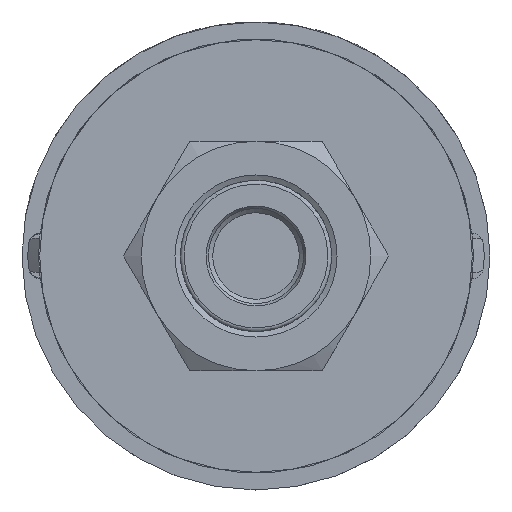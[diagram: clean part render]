
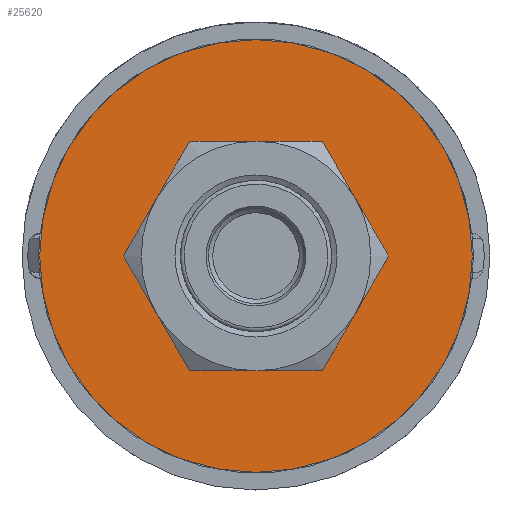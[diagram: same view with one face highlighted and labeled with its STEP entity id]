
A CAD part, front view. The second image highlights one B-rep face of the part: STEP entity #25620.
In plain terms, the highlighted planar face has unit normal (0, -1, 0).
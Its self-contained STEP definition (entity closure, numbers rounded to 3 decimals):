
#25578=CARTESIAN_POINT('',(36.555,86.568,-20.428));
#25579=VERTEX_POINT('',#25578);
#25580=CARTESIAN_POINT('',(36.555,86.568,-26.828));
#25581=DIRECTION('',(0.0,1.0,0.0));
#25582=DIRECTION('',(0.0,0.0,1.0));
#25583=AXIS2_PLACEMENT_3D('',#25580,#25581,#25582);
#25584=CIRCLE('',#25583,6.4);
#25585=EDGE_CURVE('',#25579,#25579,#25584,.T.);
#25601=CARTESIAN_POINT('',(36.555,86.568,-10.915));
#25602=DIRECTION('',(0.0,-1.0,0.0));
#25603=DIRECTION('',(-1.0,0.0,0.0));
#25604=AXIS2_PLACEMENT_3D('',#25601,#25602,#25603);
#25605=PLANE('',#25604);
#25606=CARTESIAN_POINT('',(36.555,86.568,-1.403));
#25607=VERTEX_POINT('',#25606);
#25608=CARTESIAN_POINT('',(36.555,86.568,-26.828));
#25609=DIRECTION('',(0.0,1.0,0.0));
#25610=DIRECTION('',(0.0,0.0,1.0));
#25611=AXIS2_PLACEMENT_3D('',#25608,#25609,#25610);
#25612=CIRCLE('',#25611,25.425);
#25613=EDGE_CURVE('',#25607,#25607,#25612,.T.);
#25614=ORIENTED_EDGE('',*,*,#25613,.F.);
#25615=EDGE_LOOP('',(#25614));
#25616=FACE_OUTER_BOUND('',#25615,.T.);
#25617=ORIENTED_EDGE('',*,*,#25585,.T.);
#25618=EDGE_LOOP('',(#25617));
#25619=FACE_BOUND('',#25618,.T.);
#25620=ADVANCED_FACE('',(#25616,#25619),#25605,.T.);
